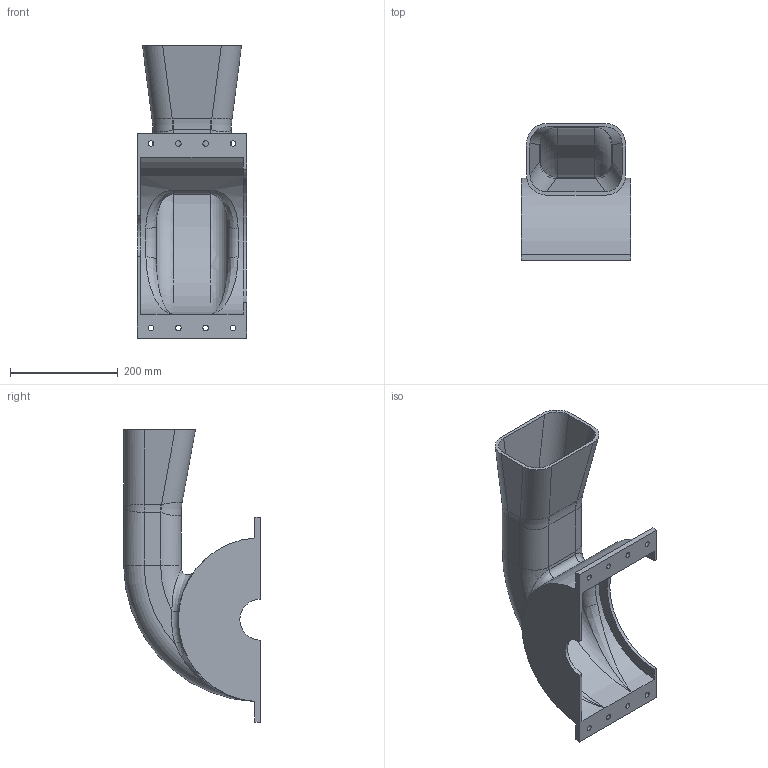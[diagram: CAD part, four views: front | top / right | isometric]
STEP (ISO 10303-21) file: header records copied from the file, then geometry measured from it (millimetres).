
FILE_DESCRIPTION (( 'STEP AP214' ), '1' );
FILE_NAME ('Upper Housing.STEP', '2025-02-04T12:21:09', ( '' ), ( '' ), 'SwSTEP 2.0', 'SolidWorks 2024', '' );
FILE_SCHEMA (( 'AUTOMOTIVE_DESIGN' ));
Length unit declared in the file: inch
Products named in the file (1): Upper Housing
Bounding box: 203.2 x 254 x 543.56 mm (x, y, z)
Volume: 1996602.2 mm3; surface area: 626350.7 mm2
Topology: 1 solids, 1 shells, 113 faces, 282 edges, 164 vertices
Faces by surface type: cylinder 48, plane 29, bspline 24, torus 12
Entity records: 5934 total; most frequent: CARTESIAN_POINT 3399, ORIENTED_EDGE 552, DIRECTION 500, EDGE_CURVE 276, AXIS2_PLACEMENT_3D 194, VERTEX_POINT 164, EDGE_LOOP 130, ADVANCED_FACE 113
